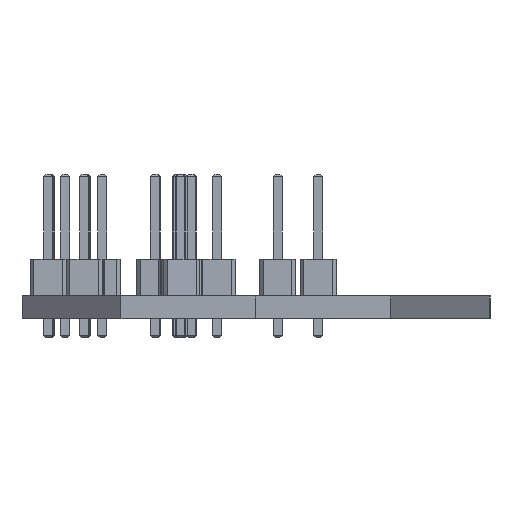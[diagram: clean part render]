
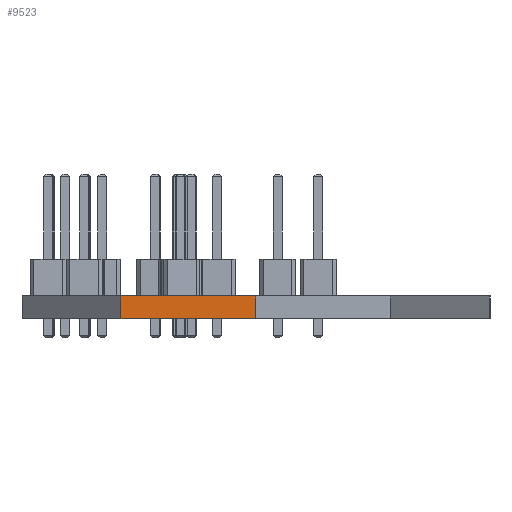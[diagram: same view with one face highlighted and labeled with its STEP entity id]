
A CAD part, left-side view. The second image highlights one B-rep face of the part: STEP entity #9523.
In plain terms, the highlighted planar face has unit normal (-1, 0, 0).
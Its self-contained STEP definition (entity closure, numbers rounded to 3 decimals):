
#8088 = VERTEX_POINT('',#8089);
#8089 = CARTESIAN_POINT('',(53.035,-68.809,0.));
#8095 = EDGE_CURVE('',#8088,#8096,#8098,.T.);
#8096 = VERTEX_POINT('',#8097);
#8097 = CARTESIAN_POINT('',(53.035,-59.284,0.));
#8098 = LINE('',#8099,#8100);
#8099 = CARTESIAN_POINT('',(53.035,-68.809,0.));
#8100 = VECTOR('',#8101,1.);
#8101 = DIRECTION('',(0.,1.,0.));
#8774 = VERTEX_POINT('',#8775);
#8775 = CARTESIAN_POINT('',(53.035,-68.809,1.6));
#8781 = EDGE_CURVE('',#8774,#8782,#8784,.T.);
#8782 = VERTEX_POINT('',#8783);
#8783 = CARTESIAN_POINT('',(53.035,-59.284,1.6));
#8784 = LINE('',#8785,#8786);
#8785 = CARTESIAN_POINT('',(53.035,-68.809,1.6));
#8786 = VECTOR('',#8787,1.);
#8787 = DIRECTION('',(0.,1.,0.));
#9493 = EDGE_CURVE('',#8096,#8782,#9494,.T.);
#9494 = LINE('',#9495,#9496);
#9495 = CARTESIAN_POINT('',(53.035,-59.284,0.));
#9496 = VECTOR('',#9497,1.);
#9497 = DIRECTION('',(0.,0.,1.));
#9523 = ADVANCED_FACE('',(#9524),#9535,.T.);
#9524 = FACE_BOUND('',#9525,.T.);
#9525 = EDGE_LOOP('',(#9526,#9532,#9533,#9534));
#9526 = ORIENTED_EDGE('',*,*,#9527,.T.);
#9527 = EDGE_CURVE('',#8088,#8774,#9528,.T.);
#9528 = LINE('',#9529,#9530);
#9529 = CARTESIAN_POINT('',(53.035,-68.809,0.));
#9530 = VECTOR('',#9531,1.);
#9531 = DIRECTION('',(0.,0.,1.));
#9532 = ORIENTED_EDGE('',*,*,#8781,.T.);
#9533 = ORIENTED_EDGE('',*,*,#9493,.F.);
#9534 = ORIENTED_EDGE('',*,*,#8095,.F.);
#9535 = PLANE('',#9536);
#9536 = AXIS2_PLACEMENT_3D('',#9537,#9538,#9539);
#9537 = CARTESIAN_POINT('',(53.035,-68.809,0.));
#9538 = DIRECTION('',(-1.,0.,0.));
#9539 = DIRECTION('',(0.,1.,0.));
